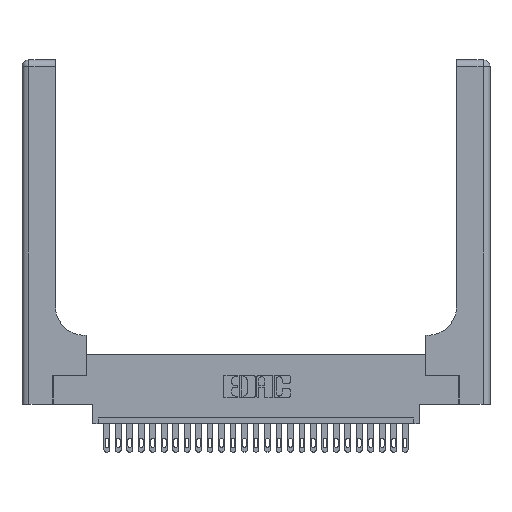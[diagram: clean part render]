
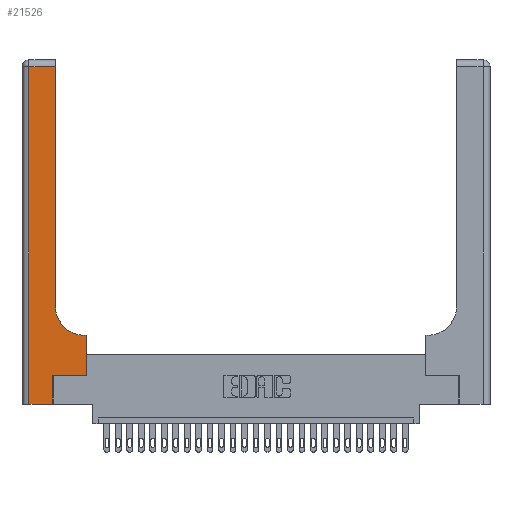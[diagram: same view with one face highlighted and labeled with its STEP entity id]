
A CAD part, top view. The second image highlights one B-rep face of the part: STEP entity #21526.
In plain terms, the highlighted planar face has unit normal (0, 0, 1).
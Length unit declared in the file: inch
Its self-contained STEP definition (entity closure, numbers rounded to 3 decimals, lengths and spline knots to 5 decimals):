
#124 = LINE ( 'NONE', #8573, #5122 ) ;
#371 = VERTEX_POINT ( 'NONE', #22123 ) ;
#382 = DIRECTION ( 'NONE',  ( -1., 0., 0. ) ) ;
#462 = DIRECTION ( 'NONE',  ( 0., 0., -1. ) ) ;
#638 = CARTESIAN_POINT ( 'NONE',  ( 0.5585, 0.25, 0.37 ) ) ;
#1591 = CARTESIAN_POINT ( 'NONE',  ( 0.5585, 0.6, 0.37 ) ) ;
#2022 = VECTOR ( 'NONE', #15116, 39.37008 ) ;
#3098 = CARTESIAN_POINT ( 'NONE',  ( 0.06, 2.94, 0.37 ) ) ;
#3285 = ORIENTED_EDGE ( 'NONE', *, *, #10106, .T. ) ;
#3440 = EDGE_CURVE ( 'NONE', #6122, #14603, #5177, .T. ) ;
#3863 = CARTESIAN_POINT ( 'NONE',  ( 0.06, 0., 0.37 ) ) ;
#3947 = EDGE_CURVE ( 'NONE', #18756, #4825, #124, .T. ) ;
#3970 = EDGE_CURVE ( 'NONE', #9617, #26612, #17141, .T. ) ;
#4554 = CARTESIAN_POINT ( 'NONE',  ( 0.269, 0., 0.37 ) ) ;
#4590 = DIRECTION ( 'NONE',  ( -1., 0., 0. ) ) ;
#4825 = VERTEX_POINT ( 'NONE', #1591 ) ;
#4872 = ORIENTED_EDGE ( 'NONE', *, *, #14538, .T. ) ;
#5076 = VECTOR ( 'NONE', #18213, 39.37008 ) ;
#5122 = VECTOR ( 'NONE', #23456, 39.37008 ) ;
#5175 = EDGE_CURVE ( 'NONE', #26612, #6122, #18069, .T. ) ;
#5177 = LINE ( 'NONE', #17258, #21826 ) ;
#6122 = VERTEX_POINT ( 'NONE', #11688 ) ;
#6320 = AXIS2_PLACEMENT_3D ( 'NONE', #25950, #462, #4590 ) ;
#6714 = PLANE ( 'NONE',  #6320 ) ;
#7116 = CARTESIAN_POINT ( 'NONE',  ( 0.2915, 3., 0.37 ) ) ;
#7431 = LINE ( 'NONE', #11001, #18471 ) ;
#7489 = DIRECTION ( 'NONE',  ( 1., 0., 0. ) ) ;
#7568 = ORIENTED_EDGE ( 'NONE', *, *, #18135, .T. ) ;
#7663 = LINE ( 'NONE', #25969, #2022 ) ;
#7783 = CARTESIAN_POINT ( 'NONE',  ( 0.269, 0.25, 0.37 ) ) ;
#8165 = ORIENTED_EDGE ( 'NONE', *, *, #15290, .T. ) ;
#8573 = CARTESIAN_POINT ( 'NONE',  ( 0.5585, 0.25, 0.37 ) ) ;
#8762 = DIRECTION ( 'NONE',  ( -1., 0., 0. ) ) ;
#9617 = VERTEX_POINT ( 'NONE', #27165 ) ;
#10106 = EDGE_CURVE ( 'NONE', #371, #18756, #21686, .T. ) ;
#10657 = VECTOR ( 'NONE', #13852, 39.37008 ) ;
#10875 = LINE ( 'NONE', #26378, #11531 ) ;
#11001 = CARTESIAN_POINT ( 'NONE',  ( 0.2915, 0.6, 0.37 ) ) ;
#11531 = VECTOR ( 'NONE', #7489, 39.37008 ) ;
#11688 = CARTESIAN_POINT ( 'NONE',  ( 0.2915, 2.94, 0.37 ) ) ;
#12733 = CARTESIAN_POINT ( 'NONE',  ( 0.2915, 0.85, 0.37 ) ) ;
#13852 = DIRECTION ( 'NONE',  ( 0., -1., 0. ) ) ;
#14538 = EDGE_CURVE ( 'NONE', #16329, #371, #7663, .T. ) ;
#14603 = VERTEX_POINT ( 'NONE', #3098 ) ;
#15116 = DIRECTION ( 'NONE',  ( 0., 1., 0. ) ) ;
#15119 = FACE_OUTER_BOUND ( 'NONE', #15297, .T. ) ;
#15290 = EDGE_CURVE ( 'NONE', #14603, #17233, #22303, .T. ) ;
#15297 = EDGE_LOOP ( 'NONE', ( #24954, #26852, #8165, #7568, #4872, #3285, #23354, #22377, #20949 ) ) ;
#16007 = CARTESIAN_POINT ( 'NONE',  ( 0.06, 3., 0.37 ) ) ;
#16183 = DIRECTION ( 'NONE',  ( 1., 0., 0. ) ) ;
#16329 = VERTEX_POINT ( 'NONE', #4554 ) ;
#16886 = DIRECTION ( 'NONE',  ( 0., 0., -1. ) ) ;
#17141 = CIRCLE ( 'NONE', #22520, 0.25 ) ;
#17233 = VERTEX_POINT ( 'NONE', #3863 ) ;
#17258 = CARTESIAN_POINT ( 'NONE',  ( 0., 2.94, 0.37 ) ) ;
#18069 = LINE ( 'NONE', #7116, #5076 ) ;
#18135 = EDGE_CURVE ( 'NONE', #17233, #16329, #10875, .T. ) ;
#18213 = DIRECTION ( 'NONE',  ( 0., 1., 0. ) ) ;
#18471 = VECTOR ( 'NONE', #8762, 39.37008 ) ;
#18756 = VERTEX_POINT ( 'NONE', #638 ) ;
#20798 = DIRECTION ( 'NONE',  ( 1., 0., 0. ) ) ;
#20949 = ORIENTED_EDGE ( 'NONE', *, *, #3970, .T. ) ;
#21046 = CARTESIAN_POINT ( 'NONE',  ( 0.5415, 0.85, 0.37 ) ) ;
#21518 = EDGE_CURVE ( 'NONE', #4825, #9617, #7431, .T. ) ;
#21526 = ADVANCED_FACE ( 'NONE', ( #15119 ), #6714, .F. ) ;
#21686 = LINE ( 'NONE', #7783, #23677 ) ;
#21826 = VECTOR ( 'NONE', #382, 39.37008 ) ;
#22123 = CARTESIAN_POINT ( 'NONE',  ( 0.269, 0.25, 0.37 ) ) ;
#22303 = LINE ( 'NONE', #16007, #10657 ) ;
#22377 = ORIENTED_EDGE ( 'NONE', *, *, #21518, .T. ) ;
#22520 = AXIS2_PLACEMENT_3D ( 'NONE', #21046, #16886, #20798 ) ;
#23354 = ORIENTED_EDGE ( 'NONE', *, *, #3947, .T. ) ;
#23456 = DIRECTION ( 'NONE',  ( 0., 1., 0. ) ) ;
#23677 = VECTOR ( 'NONE', #16183, 39.37008 ) ;
#24954 = ORIENTED_EDGE ( 'NONE', *, *, #5175, .T. ) ;
#25950 = CARTESIAN_POINT ( 'NONE',  ( 0., 3., 0.37 ) ) ;
#25969 = CARTESIAN_POINT ( 'NONE',  ( 0.269, 0., 0.37 ) ) ;
#26378 = CARTESIAN_POINT ( 'NONE',  ( 0., 0., 0.37 ) ) ;
#26612 = VERTEX_POINT ( 'NONE', #12733 ) ;
#26852 = ORIENTED_EDGE ( 'NONE', *, *, #3440, .T. ) ;
#27165 = CARTESIAN_POINT ( 'NONE',  ( 0.5415, 0.6, 0.37 ) ) ;
